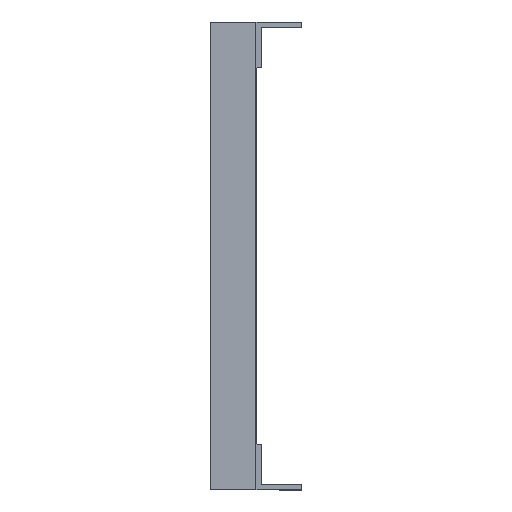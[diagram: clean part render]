
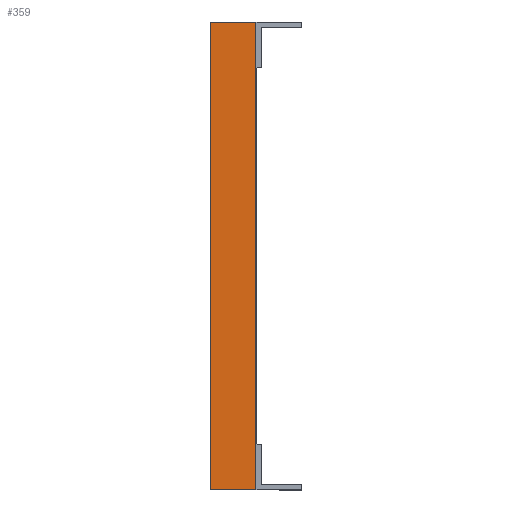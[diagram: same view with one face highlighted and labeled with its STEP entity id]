
A CAD part, left-side view. The second image highlights one B-rep face of the part: STEP entity #359.
In plain terms, the highlighted planar face has unit normal (-1, 0, 0).
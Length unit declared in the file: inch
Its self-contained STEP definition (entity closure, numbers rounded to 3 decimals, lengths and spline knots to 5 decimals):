
#77=LINE('',#589,#113);
#78=LINE('',#591,#114);
#79=LINE('',#593,#115);
#80=LINE('',#594,#116);
#113=VECTOR('',#483,0.3937);
#114=VECTOR('',#484,0.3937);
#115=VECTOR('',#485,0.3937);
#116=VECTOR('',#486,0.3937);
#139=PLANE('',#411);
#163=FACE_OUTER_BOUND('',#187,.T.);
#187=EDGE_LOOP('',(#311,#312,#313,#314));
#215=VERTEX_POINT('',#587);
#216=VERTEX_POINT('',#588);
#217=VERTEX_POINT('',#590);
#218=VERTEX_POINT('',#592);
#249=EDGE_CURVE('',#215,#216,#77,.T.);
#250=EDGE_CURVE('',#216,#217,#78,.T.);
#251=EDGE_CURVE('',#218,#217,#79,.T.);
#252=EDGE_CURVE('',#215,#218,#80,.T.);
#311=ORIENTED_EDGE('',*,*,#249,.T.);
#312=ORIENTED_EDGE('',*,*,#250,.T.);
#313=ORIENTED_EDGE('',*,*,#251,.F.);
#314=ORIENTED_EDGE('',*,*,#252,.F.);
#359=ADVANCED_FACE('',(#163),#139,.T.);
#411=AXIS2_PLACEMENT_3D('',#586,#481,#482);
#481=DIRECTION('center_axis',(-1.,0.,0.));
#482=DIRECTION('ref_axis',(0.,-1.,0.));
#483=DIRECTION('',(0.,-1.,0.));
#484=DIRECTION('',(0.,0.,1.));
#485=DIRECTION('',(0.,-1.,0.));
#486=DIRECTION('',(0.,0.,1.));
#586=CARTESIAN_POINT('Origin',(0.,1.,0.));
#587=CARTESIAN_POINT('',(0.,1.,0.));
#588=CARTESIAN_POINT('',(0.,0.,0.));
#589=CARTESIAN_POINT('',(0.,1.,0.));
#590=CARTESIAN_POINT('',(0.,0.,10.188));
#591=CARTESIAN_POINT('',(0.,0.,0.));
#592=CARTESIAN_POINT('',(0.,1.,10.188));
#593=CARTESIAN_POINT('',(0.,1.,10.188));
#594=CARTESIAN_POINT('',(0.,1.,0.));
